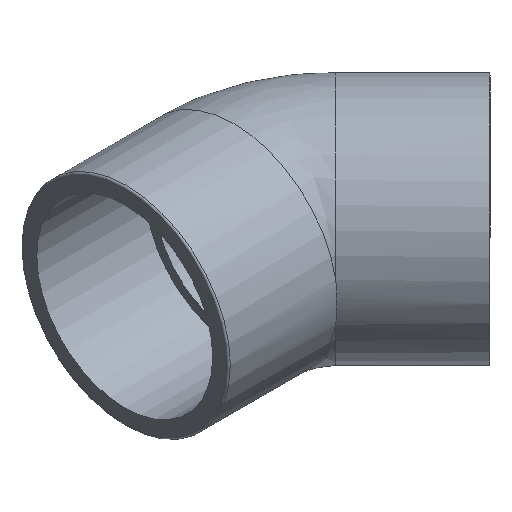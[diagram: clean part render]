
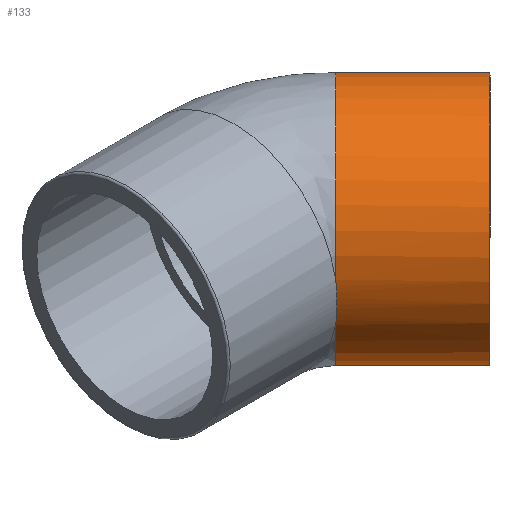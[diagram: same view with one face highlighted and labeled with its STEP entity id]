
A CAD part, isometric view. The second image highlights one B-rep face of the part: STEP entity #133.
In plain terms, the highlighted cylindrical face has radius 29.5 mm (diameter 59 mm), a full revolution.
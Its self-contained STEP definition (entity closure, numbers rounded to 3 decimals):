
#15=ELLIPSE('',#154,31.931,29.5);
#23=CYLINDRICAL_SURFACE('',#153,29.5);
#30=FACE_BOUND('',#58,.T.);
#41=FACE_OUTER_BOUND('',#57,.T.);
#57=EDGE_LOOP('',(#113,#114));
#58=EDGE_LOOP('',(#115));
#74=CIRCLE('',#152,29.5);
#75=CIRCLE('',#155,29.5);
#84=VERTEX_POINT('',#253);
#85=VERTEX_POINT('',#254);
#86=VERTEX_POINT('',#259);
#96=EDGE_CURVE('',#85,#84,#74,.T.);
#97=EDGE_CURVE('',#84,#85,#15,.T.);
#98=EDGE_CURVE('',#86,#86,#75,.T.);
#113=ORIENTED_EDGE('',*,*,#97,.F.);
#114=ORIENTED_EDGE('',*,*,#96,.F.);
#115=ORIENTED_EDGE('',*,*,#98,.T.);
#133=ADVANCED_FACE('',(#41,#30),#23,.T.);
#152=AXIS2_PLACEMENT_3D('',#256,#188,#189);
#153=AXIS2_PLACEMENT_3D('',#257,#190,#191);
#154=AXIS2_PLACEMENT_3D('',#258,#192,#193);
#155=AXIS2_PLACEMENT_3D('',#260,#194,#195);
#188=DIRECTION('center_axis',(-0.707,0.707,0.));
#189=DIRECTION('ref_axis',(0.,0.,-1.));
#190=DIRECTION('center_axis',(-0.707,0.707,0.));
#191=DIRECTION('ref_axis',(-0.707,-0.707,0.));
#192=DIRECTION('center_axis',(-0.924,0.383,0.));
#193=DIRECTION('ref_axis',(-0.383,-0.924,0.));
#194=DIRECTION('center_axis',(-0.707,0.707,0.));
#195=DIRECTION('ref_axis',(0.,0.,-1.));
#253=CARTESIAN_POINT('',(-12.,-28.971,-5.564));
#254=CARTESIAN_POINT('',(-12.,-28.971,5.564));
#256=CARTESIAN_POINT('Origin',(8.485,-8.485,0.));
#257=CARTESIAN_POINT('Origin',(19.445,-19.445,0.));
#258=CARTESIAN_POINT('Origin',(0.,0.,0.));
#259=CARTESIAN_POINT('',(9.546,-51.265,0.));
#260=CARTESIAN_POINT('Origin',(30.406,-30.406,0.));
